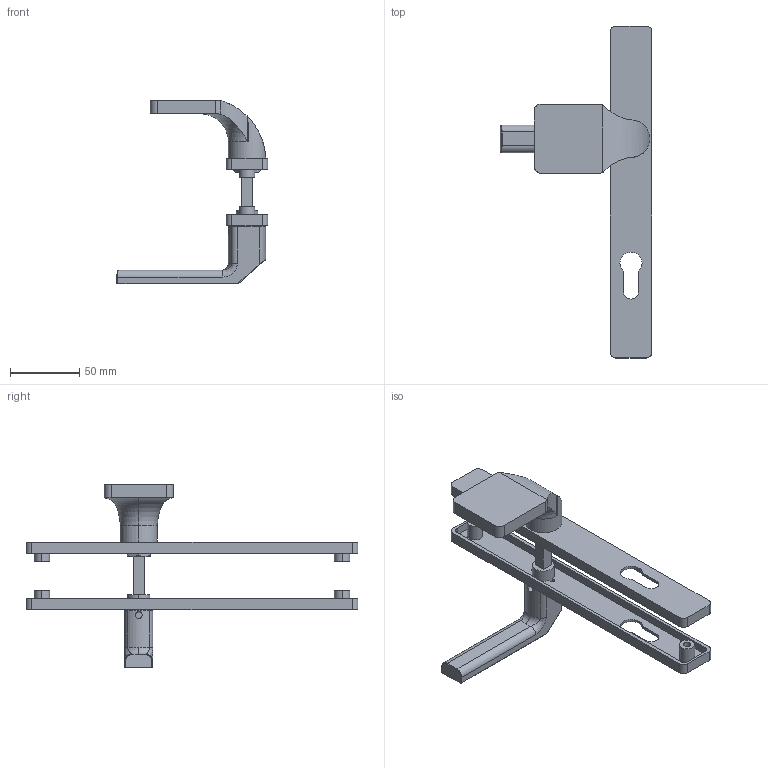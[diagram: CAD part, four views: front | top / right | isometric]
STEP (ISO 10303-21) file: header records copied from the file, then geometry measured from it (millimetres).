
FILE_DESCRIPTION (( 'STEP AP214' ), '1' );
FILE_NAME ('D12_16-90.STEP', '2022-04-26T09:26:13', ( '' ), ( '' ), 'SwSTEP 2.0', 'SolidWorks 2019', '' );
FILE_SCHEMA (( 'AUTOMOTIVE_DESIGN' ));
Length unit declared in the file: millimetre
Products named in the file (8): D12_16-90; DIN 433_PODLOZKA 10.5; Part4; Part2; Part3; SKRUTKA DIN 933 8.8 Zink._M10 x 16; Part5; Part1
Assembly tree (7 placements, depth 2):
  D12_16-90
    Part2
    Part1
    Part5
    DIN 433_PODLOZKA 10.5
    SKRUTKA DIN 933 8.8 Zink._M10 x 16
    Part3
    Part4
Bounding box: 109.57 x 240 x 133.04 mm (x, y, z)
Volume: 134783.7 mm3; surface area: 69711.6 mm2
Topology: 7 solids, 7 shells, 222 faces, 534 edges, 324 vertices
Faces by surface type: cylinder 93, plane 79, cone 26, torus 11, sphere 8, bspline 5
Entity records: 7376 total; most frequent: CARTESIAN_POINT 1783, DIRECTION 1139, ORIENTED_EDGE 1036, EDGE_CURVE 518, AXIS2_PLACEMENT_3D 439, VERTEX_POINT 324, VECTOR 261, LINE 261
